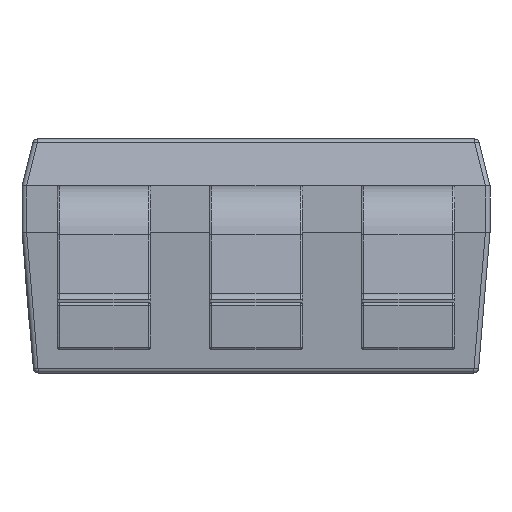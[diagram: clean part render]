
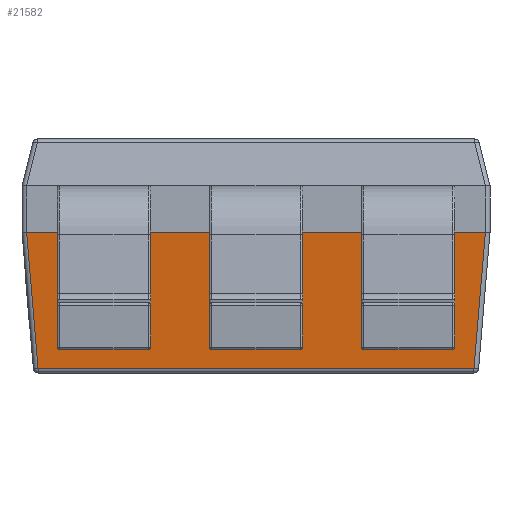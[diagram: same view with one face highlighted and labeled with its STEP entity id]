
A CAD part, front view. The second image highlights one B-rep face of the part: STEP entity #21582.
In plain terms, the highlighted planar face has unit normal (0, -0.997, -0.083).
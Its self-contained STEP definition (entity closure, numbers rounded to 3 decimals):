
#230 = VERTEX_POINT ( 'NONE', #22139 ) ;
#659 = VECTOR ( 'NONE', #19495, 1000. ) ;
#2259 = CARTESIAN_POINT ( 'NONE',  ( -1., -0.65, 0.7 ) ) ;
#2609 = VERTEX_POINT ( 'NONE', #5295 ) ;
#2783 = CARTESIAN_POINT ( 'NONE',  ( 0.98, -0.65, 0.7 ) ) ;
#3629 = EDGE_CURVE ( 'NONE', #230, #14813, #7722, .T. ) ;
#3884 = AXIS2_PLACEMENT_3D ( 'NONE', #2259, #4696, #25006 ) ;
#4696 = DIRECTION ( 'NONE',  ( 0., 0.997, 0.083 ) ) ;
#5295 = CARTESIAN_POINT ( 'NONE',  ( -0.932, -0.602, 0.118 ) ) ;
#5750 = CARTESIAN_POINT ( 'NONE',  ( 0.98, -0.65, 0.7 ) ) ;
#6984 = FACE_OUTER_BOUND ( 'NONE', #12221, .T. ) ;
#7058 = ORIENTED_EDGE ( 'NONE', *, *, #9753, .T. ) ;
#7073 = DIRECTION ( 'NONE',  ( 1., 0., 0. ) ) ;
#7722 = LINE ( 'NONE', #17738, #14329 ) ;
#8420 = VECTOR ( 'NONE', #7073, 1000. ) ;
#8976 = VECTOR ( 'NONE', #13905, 1000. ) ;
#9307 = LINE ( 'NONE', #18853, #659 ) ;
#9700 = VERTEX_POINT ( 'NONE', #5750 ) ;
#9753 = EDGE_CURVE ( 'NONE', #2609, #14721, #11666, .T. ) ;
#10066 = PLANE ( 'NONE',  #3884 ) ;
#11540 = EDGE_CURVE ( 'NONE', #14813, #29052, #18818, .T. ) ;
#11666 = LINE ( 'NONE', #27017, #8420 ) ;
#12221 = EDGE_LOOP ( 'NONE', ( #22721, #25626, #7058, #27595, #31057, #29882 ) ) ;
#12403 = DIRECTION ( 'NONE',  ( 1., 0., 0. ) ) ;
#13440 = VECTOR ( 'NONE', #18794, 1000. ) ;
#13474 = EDGE_CURVE ( 'NONE', #14721, #9700, #16684, .T. ) ;
#13905 = DIRECTION ( 'NONE',  ( 0.083, -0.083, 0.993 ) ) ;
#14329 = VECTOR ( 'NONE', #28002, 1000. ) ;
#14351 = CARTESIAN_POINT ( 'NONE',  ( -1., -0.65, 0.7 ) ) ;
#14721 = VERTEX_POINT ( 'NONE', #25207 ) ;
#14813 = VERTEX_POINT ( 'NONE', #23395 ) ;
#16684 = LINE ( 'NONE', #26640, #8976 ) ;
#17738 = CARTESIAN_POINT ( 'NONE',  ( -1., -0.65, 0.7 ) ) ;
#18615 = EDGE_CURVE ( 'NONE', #29052, #9700, #19277, .T. ) ;
#18794 = DIRECTION ( 'NONE',  ( 1., 0., 0. ) ) ;
#18818 = LINE ( 'NONE', #29893, #29233 ) ;
#18853 = CARTESIAN_POINT ( 'NONE',  ( -0.98, -0.65, 0.702 ) ) ;
#19277 = LINE ( 'NONE', #14351, #13440 ) ;
#19495 = DIRECTION ( 'NONE',  ( 0.083, 0.083, -0.993 ) ) ;
#21582 = ADVANCED_FACE ( 'NONE', ( #6984 ), #10066, .F. ) ;
#22139 = CARTESIAN_POINT ( 'NONE',  ( -0.98, -0.65, 0.7 ) ) ;
#22721 = ORIENTED_EDGE ( 'NONE', *, *, #3629, .F. ) ;
#23395 = CARTESIAN_POINT ( 'NONE',  ( -0.98, -0.65, 0.7 ) ) ;
#25006 = DIRECTION ( 'NONE',  ( 1., 0., 0. ) ) ;
#25207 = CARTESIAN_POINT ( 'NONE',  ( 0.932, -0.602, 0.118 ) ) ;
#25626 = ORIENTED_EDGE ( 'NONE', *, *, #28917, .T. ) ;
#26640 = CARTESIAN_POINT ( 'NONE',  ( 0.967, -0.636, 0.537 ) ) ;
#27017 = CARTESIAN_POINT ( 'NONE',  ( 0.95, -0.602, 0.118 ) ) ;
#27595 = ORIENTED_EDGE ( 'NONE', *, *, #13474, .T. ) ;
#28002 = DIRECTION ( 'NONE',  ( 1., 0., 0. ) ) ;
#28917 = EDGE_CURVE ( 'NONE', #230, #2609, #9307, .T. ) ;
#29052 = VERTEX_POINT ( 'NONE', #2783 ) ;
#29233 = VECTOR ( 'NONE', #12403, 1000. ) ;
#29882 = ORIENTED_EDGE ( 'NONE', *, *, #11540, .F. ) ;
#29893 = CARTESIAN_POINT ( 'NONE',  ( -1., -0.65, 0.7 ) ) ;
#31057 = ORIENTED_EDGE ( 'NONE', *, *, #18615, .F. ) ;
